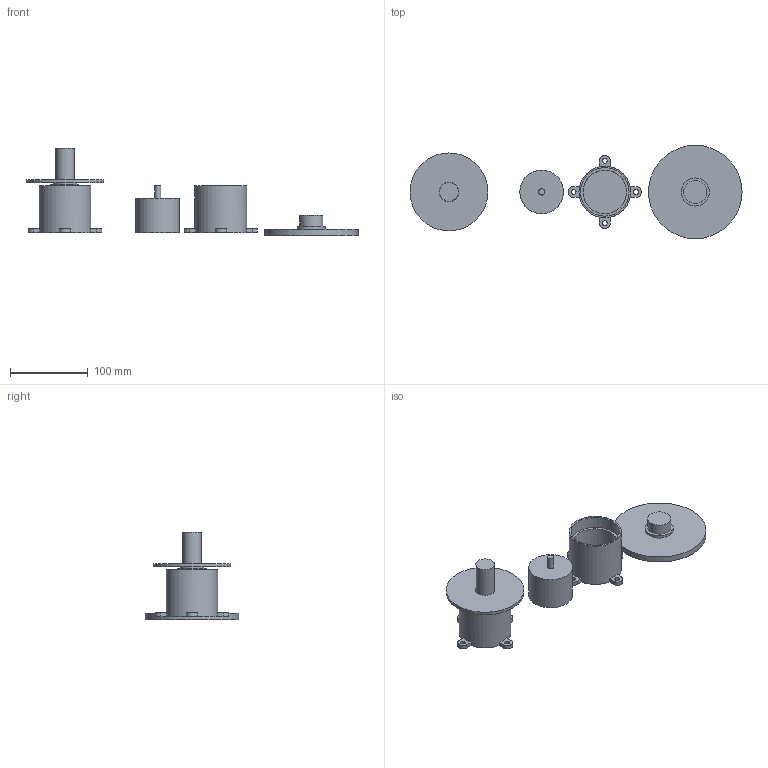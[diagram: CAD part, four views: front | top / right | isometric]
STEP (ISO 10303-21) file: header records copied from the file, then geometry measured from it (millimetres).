
FILE_DESCRIPTION(('HOOPS Exchange Step'),'2;1');
FILE_NAME('temp_export.step','2020-07-13T15:51:39+01:00',('mobile'),('Shapr3D Limited'),'HOOPS Exchange 2020.1','Shapr3D','Authorized');
FILE_SCHEMA( ('AP203_CONFIGURATION_CONTROLLED_3D_DESIGN_OF_MECHANICAL_PARTS_AND_ASSEMBLIES_MIM_LF') );
Length unit declared in the file: millimetre
Products named in the file (1): temp_export.x_b
Bounding box: 426 x 120 x 112 mm (x, y, z)
Volume: 396732 mm3; surface area: 129251.5 mm2
Topology: 6 solids, 6 shells, 88 faces, 229 edges, 168 vertices
Faces by surface type: plane 51, cylinder 37
Full cylindrical faces by diameter (mm): 6 x8, 8 x2, 8.3 x2, 24 x1, 25 x1, 29.7 x2, 30 x1, 36 x2, 56 x3, 56.8 x1, 62.2 x2, 66.4 x2, 100 x1, 120 x1
Entity records: 2888 total; most frequent: DIRECTION 543, CARTESIAN_POINT 486, ORIENTED_EDGE 458, EDGE_CURVE 229, AXIS2_PLACEMENT_3D 225, VERTEX_POINT 168, CIRCLE 136, EDGE_LOOP 119
